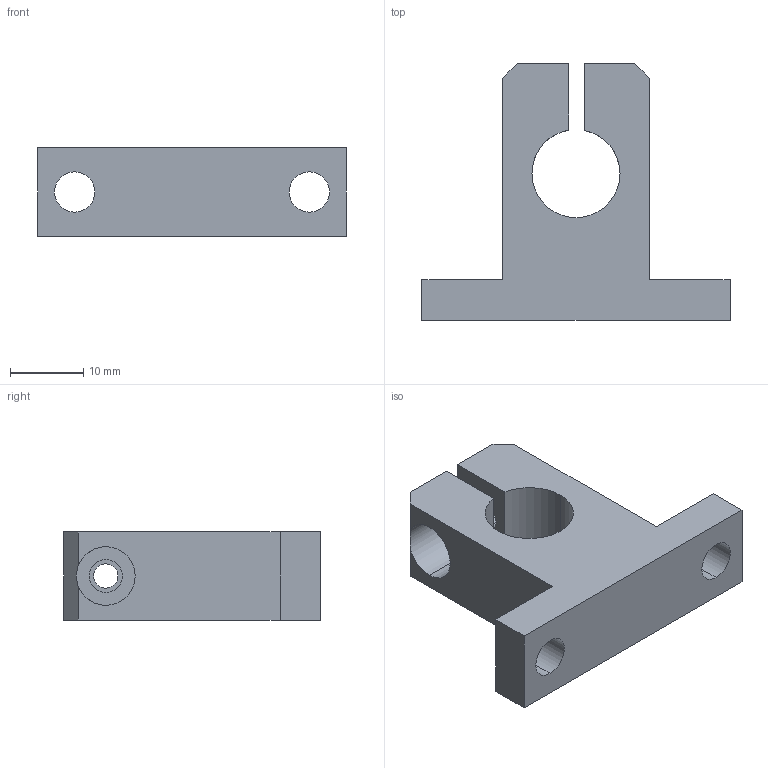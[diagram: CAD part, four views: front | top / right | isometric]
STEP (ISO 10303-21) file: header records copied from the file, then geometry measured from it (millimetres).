
FILE_DESCRIPTION (( 'STEP AP214' ), '1' );
FILE_NAME ('KWB55-12.step', '2020-03-04T13:39:40', ( '' ), ( '' ), 'SwSTEP 2.0', 'SolidWorks 2019', '' );
FILE_SCHEMA (( 'AUTOMOTIVE_DESIGN' ));
Length unit declared in the file: millimetre
Products named in the file (1): KWB55-12
Bounding box: 42 x 35 x 12 mm (x, y, z)
Volume: 7527.3 mm3; surface area: 4138.4 mm2
Topology: 1 solids, 1 shells, 29 faces, 81 edges, 54 vertices
Faces by surface type: plane 16, cylinder 13
Entity records: 1014 total; most frequent: CARTESIAN_POINT 168, DIRECTION 167, ORIENTED_EDGE 162, EDGE_CURVE 81, AXIS2_PLACEMENT_3D 57, VERTEX_POINT 54, LINE 53, VECTOR 53
